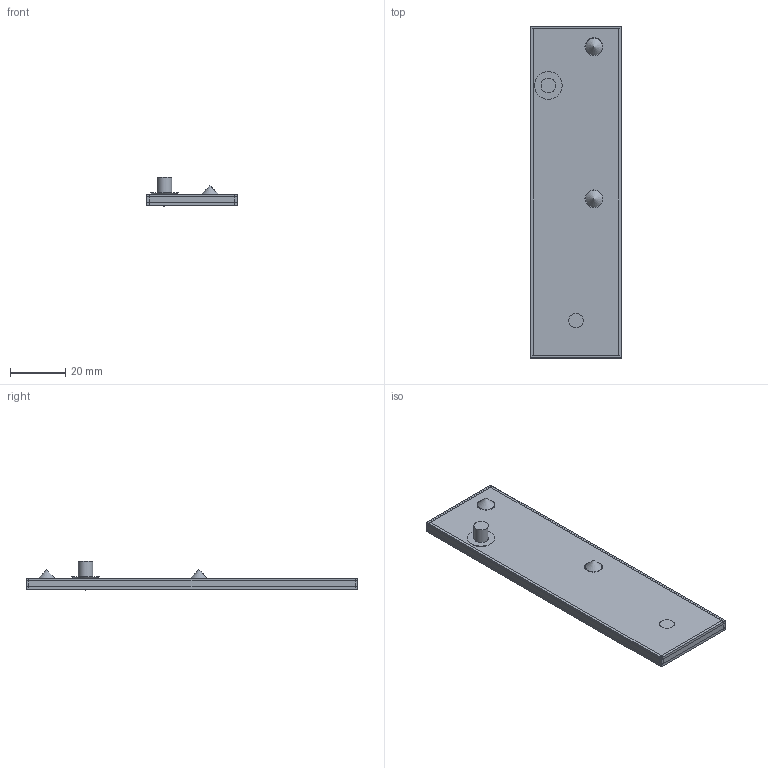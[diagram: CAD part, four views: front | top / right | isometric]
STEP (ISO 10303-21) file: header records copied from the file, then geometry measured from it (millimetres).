
FILE_DESCRIPTION(('FreeCAD Model'),'2;1');
FILE_NAME('Grundplatte X Loslagerseite.step', '2020-07-19T17:08:34',('Author'),(''), 'Open CASCADE STEP processor 7.3','FreeCAD','Unknown');
FILE_SCHEMA(('AUTOMOTIVE_DESIGN { 1 0 10303 214 1 1 1 1 }'));
Length unit declared in the file: millimetre
Products named in the file (11): Grundplatte_X_Loslagerseite; Cylinder; Cube011; Cylinder099; Fusion020; Cone006; Cone007; Cone005; Cylinder100; Cylinder102; Body
Assembly tree (10 placements, depth 2):
  Grundplatte_X_Loslagerseite
    Cylinder
    Cube011
    Cylinder099
    Fusion020
    Cone006
    Cone007
    Cone005
    Cylinder100
    Cylinder102
    Body
Bounding box: 33 x 120 x 10.5 mm (x, y, z)
Volume: 33183.9 mm3; surface area: 20745.2 mm2
Topology: 13 solids, 13 shells, 81 faces, 146 edges, 82 vertices
Faces by surface type: plane 34, cylinder 26, cone 12, sphere 8, bspline 1
Full cylindrical faces by diameter (mm): 5.3 x7, 6.5 x6
Entity records: 4082 total; most frequent: CARTESIAN_POINT 662, DIRECTION 637, LINE 286, VECTOR 286, ORIENTED_EDGE 264, PCURVE 264, DEFINITIONAL_REPRESENTATION 264, AXIS2_PLACEMENT_3D 157
